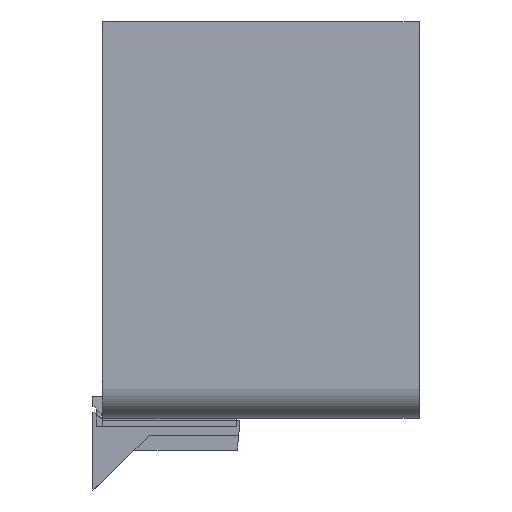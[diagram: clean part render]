
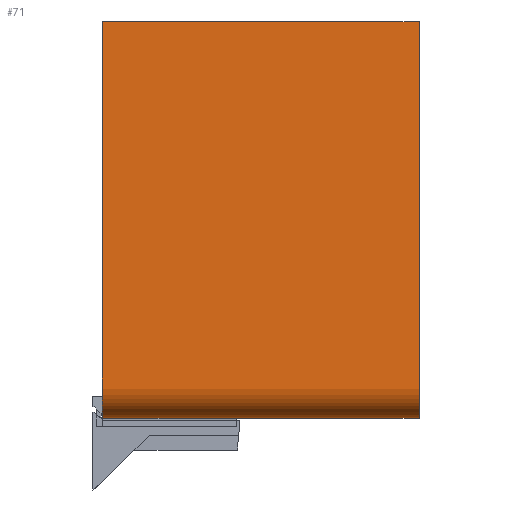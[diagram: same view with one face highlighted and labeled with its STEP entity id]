
A CAD part, left-side view. The second image highlights one B-rep face of the part: STEP entity #71.
In plain terms, the highlighted free-form (B-spline) face has degree [2, 1] with [7, 2] control points.
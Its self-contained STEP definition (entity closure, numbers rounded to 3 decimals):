
#71=ADVANCED_FACE($,(#207),#1696,.T.);
#207=FACE_OUTER_BOUND($,#343,.T.);
#343=EDGE_LOOP($,(#488,#489,#490,#491));
#488=ORIENTED_EDGE($,*,*,#1153,.T.);
#489=ORIENTED_EDGE($,*,*,#1150,.T.);
#490=ORIENTED_EDGE($,*,*,#1145,.F.);
#491=ORIENTED_EDGE($,*,*,#1147,.F.);
#1145=EDGE_CURVE($,#1474,#1475,#1811,.T.);
#1147=EDGE_CURVE($,#1476,#1474,#1802,.T.);
#1150=EDGE_CURVE($,#1479,#1475,#1804,.T.);
#1153=EDGE_CURVE($,#1476,#1479,#1815,.T.);
#1474=VERTEX_POINT($,#2506);
#1475=VERTEX_POINT($,#2507);
#1476=VERTEX_POINT($,#2508);
#1479=VERTEX_POINT($,#2511);
#1696=(
BOUNDED_SURFACE()
B_SPLINE_SURFACE(2,1,((#2475,#2476),(#2477,#2478),(#2479,#2480),(#2481,#2482),
(#2483,#2484),(#2485,#2486),(#2487,#2488)),.UNSPECIFIED.,.F.,.F.,.F.)
B_SPLINE_SURFACE_WITH_KNOTS((3,2,2,3),(2,2),(-3122.81,-2497.81,
-2458.54,-2183.54),(0.,240.),.UNSPECIFIED.)
GEOMETRIC_REPRESENTATION_ITEM()
RATIONAL_B_SPLINE_SURFACE(((1.,1.),(1.,1.),(1.,1.),(0.707,0.707),
(1.,1.),(1.,1.),(1.,1.)))
REPRESENTATION_ITEM($)
SURFACE()
);
#1802=(
BOUNDED_CURVE()
B_SPLINE_CURVE(2,(#2436,#2437,#2438,#2439,#2440,#2441,#2442),.UNSPECIFIED.,
.F.,.F.)
B_SPLINE_CURVE_WITH_KNOTS((3,2,2,3),(2183.54,2458.54,2497.81,
3122.81),.UNSPECIFIED.)
CURVE()
GEOMETRIC_REPRESENTATION_ITEM()
RATIONAL_B_SPLINE_CURVE((1.,1.,1.,0.707,1.,1.,1.))
REPRESENTATION_ITEM($)
);
#1804=(
BOUNDED_CURVE()
B_SPLINE_CURVE(2,(#2452,#2453,#2454,#2455,#2456,#2457,#2458),.UNSPECIFIED.,
.F.,.F.)
B_SPLINE_CURVE_WITH_KNOTS((3,2,2,3),(2183.54,2458.54,2497.81,
3122.81),.UNSPECIFIED.)
CURVE()
GEOMETRIC_REPRESENTATION_ITEM()
RATIONAL_B_SPLINE_CURVE((1.,1.,1.,0.707,1.,1.,1.))
REPRESENTATION_ITEM($)
);
#1811=B_SPLINE_CURVE_WITH_KNOTS($,1,(#2432,#2433),.UNSPECIFIED.,.F.,.F.,
(2,2),(0.,240.),.UNSPECIFIED.);
#1815=B_SPLINE_CURVE_WITH_KNOTS($,1,(#2468,#2469),.UNSPECIFIED.,.F.,.F.,
(2,2),(0.,240.),.UNSPECIFIED.);
#2432=CARTESIAN_POINT($,(498.478,5.,-4.5));
#2433=CARTESIAN_POINT($,(498.478,245.,-4.5));
#2436=CARTESIAN_POINT($,(-151.522,5.,295.5));
#2437=CARTESIAN_POINT($,(-151.522,5.,158.));
#2438=CARTESIAN_POINT($,(-151.522,5.,20.5));
#2439=CARTESIAN_POINT($,(-151.522,5.,-4.5));
#2440=CARTESIAN_POINT($,(-126.522,5.,-4.5));
#2441=CARTESIAN_POINT($,(185.978,5.,-4.5));
#2442=CARTESIAN_POINT($,(498.478,5.,-4.5));
#2452=CARTESIAN_POINT($,(-151.522,245.,295.5));
#2453=CARTESIAN_POINT($,(-151.522,245.,158.));
#2454=CARTESIAN_POINT($,(-151.522,245.,20.5));
#2455=CARTESIAN_POINT($,(-151.522,245.,-4.5));
#2456=CARTESIAN_POINT($,(-126.522,245.,-4.5));
#2457=CARTESIAN_POINT($,(185.978,245.,-4.5));
#2458=CARTESIAN_POINT($,(498.478,245.,-4.5));
#2468=CARTESIAN_POINT($,(-151.522,5.,295.5));
#2469=CARTESIAN_POINT($,(-151.522,245.,295.5));
#2475=CARTESIAN_POINT($,(498.478,5.,-4.5));
#2476=CARTESIAN_POINT($,(498.478,245.,-4.5));
#2477=CARTESIAN_POINT($,(185.978,5.,-4.5));
#2478=CARTESIAN_POINT($,(185.978,245.,-4.5));
#2479=CARTESIAN_POINT($,(-126.522,5.,-4.5));
#2480=CARTESIAN_POINT($,(-126.522,245.,-4.5));
#2481=CARTESIAN_POINT($,(-151.522,5.,-4.5));
#2482=CARTESIAN_POINT($,(-151.522,245.,-4.5));
#2483=CARTESIAN_POINT($,(-151.522,5.,20.5));
#2484=CARTESIAN_POINT($,(-151.522,245.,20.5));
#2485=CARTESIAN_POINT($,(-151.522,5.,158.));
#2486=CARTESIAN_POINT($,(-151.522,245.,158.));
#2487=CARTESIAN_POINT($,(-151.522,5.,295.5));
#2488=CARTESIAN_POINT($,(-151.522,245.,295.5));
#2506=CARTESIAN_POINT($,(498.478,5.,-4.5));
#2507=CARTESIAN_POINT($,(498.478,245.,-4.5));
#2508=CARTESIAN_POINT($,(-151.522,5.,295.5));
#2511=CARTESIAN_POINT($,(-151.522,245.,295.5));
